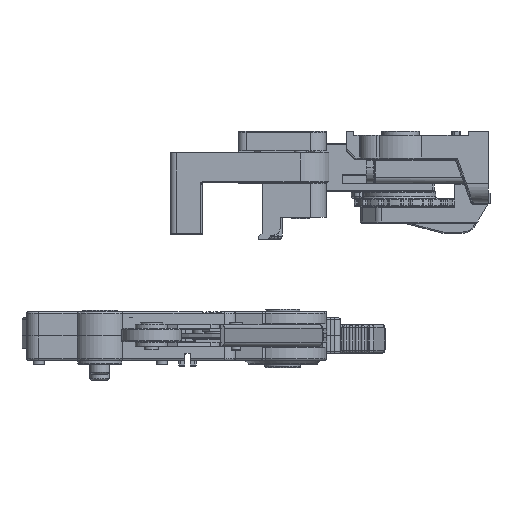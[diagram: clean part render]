
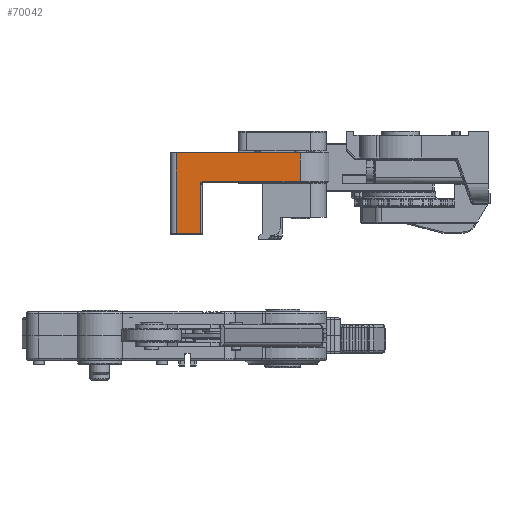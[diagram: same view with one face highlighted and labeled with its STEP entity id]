
A CAD part, left-side view. The second image highlights one B-rep face of the part: STEP entity #70042.
In plain terms, the highlighted face is planar.
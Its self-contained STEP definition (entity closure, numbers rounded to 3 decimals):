
#873=B_SPLINE_CURVE_WITH_KNOTS('',3,(#130307,#130308,#130309,#130310,#130311,
#130312,#130313,#130314,#130315,#130316,#130317,#130318,#130319,#130320,
#130321,#130322,#130323,#130324,#130325,#130326,#130327,#130328,#130329,
#130330,#130331,#130332,#130333,#130334,#130335,#130336,#130337,#130338,
#130339,#130340,#130341,#130342,#130343),.UNSPECIFIED.,.F.,.F.,(4,3,3,3,
3,3,3,3,3,3,3,3,4),(0.,0.,0.,
0.,0.,0.,0.,
0.,0.001,0.001,0.001,
0.001,0.001),.UNSPECIFIED.);
#3585=PLANE('',#77113);
#6978=FACE_OUTER_BOUND('',#11200,.T.);
#11200=EDGE_LOOP('',(#61582,#61583,#61584,#61585,#61586,#61587,#61588));
#17395=LINE('',#130214,#23641);
#17418=LINE('',#130297,#23664);
#17419=LINE('',#130301,#23665);
#17420=LINE('',#130303,#23666);
#17421=LINE('',#130305,#23667);
#17422=LINE('',#130344,#23668);
#23641=VECTOR('',#95755,1000.);
#23664=VECTOR('',#95828,1000.);
#23665=VECTOR('',#95833,1000.);
#23666=VECTOR('',#95834,1000.);
#23667=VECTOR('',#95835,1000.);
#23668=VECTOR('',#95836,1000.);
#33387=VERTEX_POINT('',#130211);
#33388=VERTEX_POINT('',#130213);
#33423=VERTEX_POINT('',#130296);
#33424=VERTEX_POINT('',#130300);
#33425=VERTEX_POINT('',#130302);
#33426=VERTEX_POINT('',#130304);
#33427=VERTEX_POINT('',#130306);
#42870=EDGE_CURVE('',#33388,#33387,#17395,.T.);
#42912=EDGE_CURVE('',#33423,#33388,#17418,.T.);
#42914=EDGE_CURVE('',#33387,#33424,#17419,.T.);
#42915=EDGE_CURVE('',#33424,#33425,#17420,.T.);
#42916=EDGE_CURVE('',#33425,#33426,#17421,.T.);
#42917=EDGE_CURVE('',#33426,#33427,#873,.T.);
#42918=EDGE_CURVE('',#33427,#33423,#17422,.T.);
#61582=ORIENTED_EDGE('',*,*,#42914,.T.);
#61583=ORIENTED_EDGE('',*,*,#42915,.T.);
#61584=ORIENTED_EDGE('',*,*,#42916,.T.);
#61585=ORIENTED_EDGE('',*,*,#42917,.T.);
#61586=ORIENTED_EDGE('',*,*,#42918,.T.);
#61587=ORIENTED_EDGE('',*,*,#42912,.T.);
#61588=ORIENTED_EDGE('',*,*,#42870,.T.);
#70042=ADVANCED_FACE('',(#6978),#3585,.F.);
#77113=AXIS2_PLACEMENT_3D('',#130299,#95831,#95832);
#95755=DIRECTION('',(0.,1.,0.));
#95828=DIRECTION('',(0.,0.,-1.));
#95831=DIRECTION('center_axis',(-1.,0.,0.));
#95832=DIRECTION('ref_axis',(0.,0.,1.));
#95833=DIRECTION('',(0.,0.,1.));
#95834=DIRECTION('',(0.,-1.,0.));
#95835=DIRECTION('',(0.,0.,-1.));
#95836=DIRECTION('',(0.,-1.,0.));
#130211=CARTESIAN_POINT('',(216.998,-12.881,0.5));
#130213=CARTESIAN_POINT('',(216.998,-43.881,0.5));
#130214=CARTESIAN_POINT('',(216.998,-11.381,0.5));
#130296=CARTESIAN_POINT('',(216.998,-43.881,7.7));
#130297=CARTESIAN_POINT('',(216.998,-43.881,8.));
#130299=CARTESIAN_POINT('Origin',(216.998,-11.381,8.));
#130300=CARTESIAN_POINT('',(216.998,-12.881,20.7));
#130301=CARTESIAN_POINT('',(216.998,-12.881,8.));
#130302=CARTESIAN_POINT('',(216.998,-18.881,20.7));
#130303=CARTESIAN_POINT('',(216.998,-18.881,20.7));
#130304=CARTESIAN_POINT('',(216.998,-18.881,8.3));
#130305=CARTESIAN_POINT('',(216.998,-18.881,8.));
#130306=CARTESIAN_POINT('',(216.998,-19.655,7.7));
#130307=CARTESIAN_POINT('Ctrl Pts',(216.998,-18.881,
8.3));
#130308=CARTESIAN_POINT('Ctrl Pts',(216.998,-18.897,8.271));
#130309=CARTESIAN_POINT('Ctrl Pts',(216.998,-18.914,
8.243));
#130310=CARTESIAN_POINT('Ctrl Pts',(216.998,-18.931,
8.214));
#130311=CARTESIAN_POINT('Ctrl Pts',(216.998,-18.948,
8.186));
#130312=CARTESIAN_POINT('Ctrl Pts',(216.998,-18.965,
8.158));
#130313=CARTESIAN_POINT('Ctrl Pts',(216.998,-18.984,
8.13));
#130314=CARTESIAN_POINT('Ctrl Pts',(216.998,-18.989,
8.122));
#130315=CARTESIAN_POINT('Ctrl Pts',(216.998,-18.994,
8.114));
#130316=CARTESIAN_POINT('Ctrl Pts',(216.998,-18.999,
8.106));
#130317=CARTESIAN_POINT('Ctrl Pts',(216.998,-19.005,
8.098));
#130318=CARTESIAN_POINT('Ctrl Pts',(216.998,-19.011,
8.089));
#130319=CARTESIAN_POINT('Ctrl Pts',(216.998,-19.017,
8.08));
#130320=CARTESIAN_POINT('Ctrl Pts',(216.998,-19.034,
8.056));
#130321=CARTESIAN_POINT('Ctrl Pts',(216.998,-19.052,
8.033));
#130322=CARTESIAN_POINT('Ctrl Pts',(216.998,-19.07,
8.01));
#130323=CARTESIAN_POINT('Ctrl Pts',(216.998,-19.089,
7.986));
#130324=CARTESIAN_POINT('Ctrl Pts',(216.998,-19.109,
7.963));
#130325=CARTESIAN_POINT('Ctrl Pts',(216.998,-19.13,
7.94));
#130326=CARTESIAN_POINT('Ctrl Pts',(216.998,-19.133,
7.937));
#130327=CARTESIAN_POINT('Ctrl Pts',(216.998,-19.136,
7.934));
#130328=CARTESIAN_POINT('Ctrl Pts',(216.998,-19.139,
7.931));
#130329=CARTESIAN_POINT('Ctrl Pts',(216.998,-19.154,7.916));
#130330=CARTESIAN_POINT('Ctrl Pts',(216.998,-19.17,
7.901));
#130331=CARTESIAN_POINT('Ctrl Pts',(216.998,-19.186,
7.887));
#130332=CARTESIAN_POINT('Ctrl Pts',(216.998,-19.186,
7.887));
#130333=CARTESIAN_POINT('Ctrl Pts',(216.998,-19.186,
7.887));
#130334=CARTESIAN_POINT('Ctrl Pts',(216.998,-19.186,
7.887));
#130335=CARTESIAN_POINT('Ctrl Pts',(216.998,-19.25,
7.83));
#130336=CARTESIAN_POINT('Ctrl Pts',(216.998,-19.324,
7.784));
#130337=CARTESIAN_POINT('Ctrl Pts',(216.998,-19.404,
7.751));
#130338=CARTESIAN_POINT('Ctrl Pts',(216.998,-19.471,
7.723));
#130339=CARTESIAN_POINT('Ctrl Pts',(216.998,-19.543,
7.706));
#130340=CARTESIAN_POINT('Ctrl Pts',(216.998,-19.617,
7.701));
#130341=CARTESIAN_POINT('Ctrl Pts',(216.998,-19.63,7.7));
#130342=CARTESIAN_POINT('Ctrl Pts',(216.998,-19.642,
7.7));
#130343=CARTESIAN_POINT('Ctrl Pts',(216.998,-19.655,
7.7));
#130344=CARTESIAN_POINT('',(216.998,-43.881,7.7));
